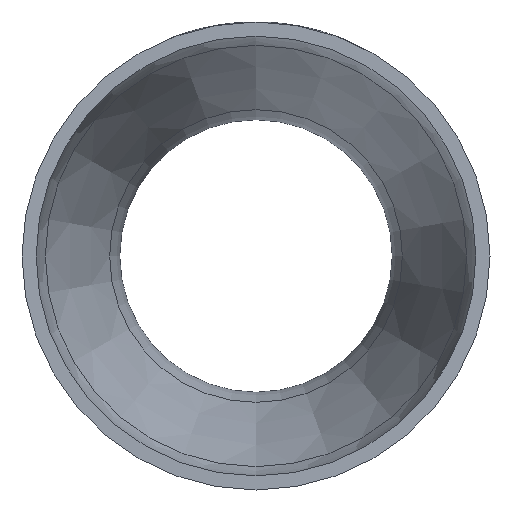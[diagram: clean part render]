
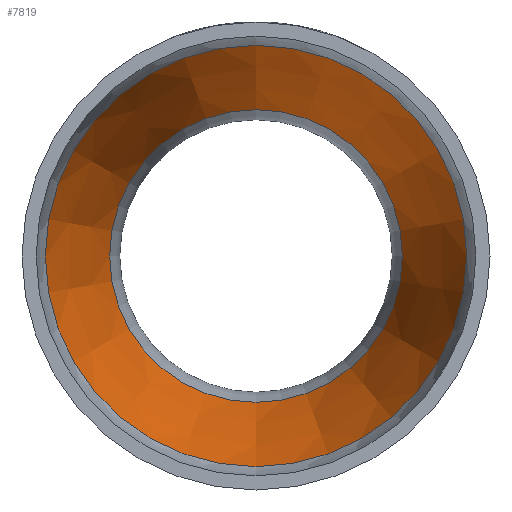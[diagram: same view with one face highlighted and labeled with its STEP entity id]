
A CAD part, front view. The second image highlights one B-rep face of the part: STEP entity #7819.
In plain terms, the highlighted conical face has half-angle 15.209 degrees and reference radius 34.254 mm.
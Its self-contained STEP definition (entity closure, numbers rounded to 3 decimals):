
#426 = EDGE_LOOP ( 'NONE', ( #2817 ) ) ;
#1122 = DIRECTION ( 'NONE',  ( 0., -1., 0. ) ) ;
#1870 = CARTESIAN_POINT ( 'NONE',  ( 0., 25.202, 0. ) ) ;
#2016 = CONICAL_SURFACE ( 'NONE', #2459, 34.254, 0.265 ) ;
#2459 = AXIS2_PLACEMENT_3D ( 'NONE', #8773, #14505, #11163 ) ;
#2817 = ORIENTED_EDGE ( 'NONE', *, *, #8584, .F. ) ;
#3425 = VERTEX_POINT ( 'NONE', #13644 ) ;
#3867 = CIRCLE ( 'NONE', #10469, 34.254 ) ;
#4693 = CIRCLE ( 'NONE', #14796, 23.796 ) ;
#5354 = EDGE_CURVE ( 'NONE', #3425, #3425, #3867, .T. ) ;
#6761 = FACE_BOUND ( 'NONE', #426, .T. ) ;
#7819 = ADVANCED_FACE ( 'NONE', ( #6761, #8743 ), #2016, .F. ) ;
#8363 = VERTEX_POINT ( 'NONE', #8986 ) ;
#8584 = EDGE_CURVE ( 'NONE', #8363, #8363, #4693, .T. ) ;
#8743 = FACE_OUTER_BOUND ( 'NONE', #14406, .T. ) ;
#8773 = CARTESIAN_POINT ( 'NONE',  ( 0., 25.202, 0. ) ) ;
#8986 = CARTESIAN_POINT ( 'NONE',  ( 0., 63.67, -23.796 ) ) ;
#9021 = DIRECTION ( 'NONE',  ( 0., -1., 0. ) ) ;
#9256 = CARTESIAN_POINT ( 'NONE',  ( 0., 63.67, 0. ) ) ;
#10469 = AXIS2_PLACEMENT_3D ( 'NONE', #1870, #9021, #11351 ) ;
#11163 = DIRECTION ( 'NONE',  ( 0., 0., -1. ) ) ;
#11351 = DIRECTION ( 'NONE',  ( 0., 0., -1. ) ) ;
#11559 = ORIENTED_EDGE ( 'NONE', *, *, #5354, .T. ) ;
#12802 = DIRECTION ( 'NONE',  ( 0., 0., -1. ) ) ;
#13644 = CARTESIAN_POINT ( 'NONE',  ( 0., 25.202, -34.254 ) ) ;
#14406 = EDGE_LOOP ( 'NONE', ( #11559 ) ) ;
#14505 = DIRECTION ( 'NONE',  ( 0., -1., 0. ) ) ;
#14796 = AXIS2_PLACEMENT_3D ( 'NONE', #9256, #1122, #12802 ) ;
